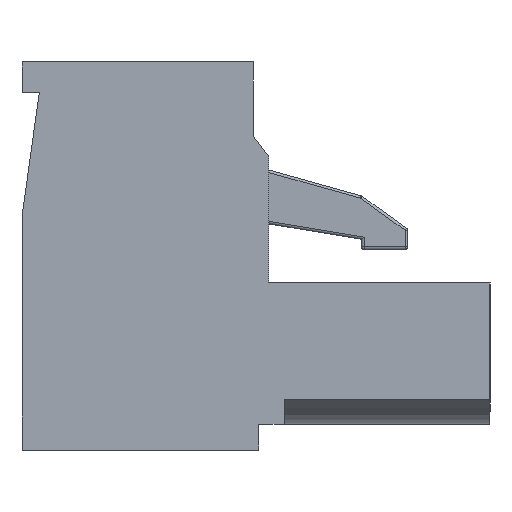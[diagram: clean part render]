
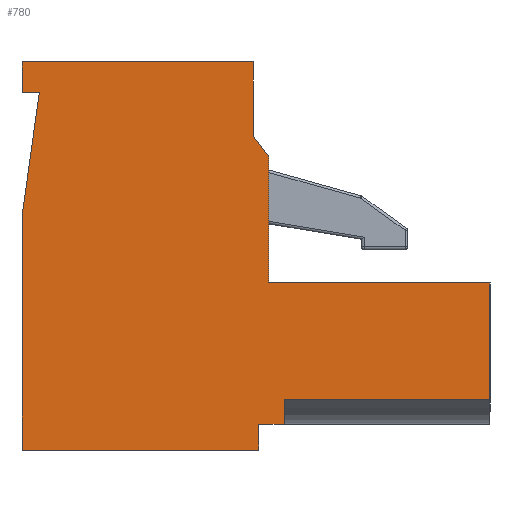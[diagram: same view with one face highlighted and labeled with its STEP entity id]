
A CAD part, left-side view. The second image highlights one B-rep face of the part: STEP entity #780.
In plain terms, the highlighted planar face has unit normal (-1, 0, 0).
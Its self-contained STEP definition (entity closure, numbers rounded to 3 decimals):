
#780 = ADVANCED_FACE( '', ( #1909 ), #1910, .F. );
#1909 = FACE_OUTER_BOUND( '', #3528, .T. );
#1910 = PLANE( '', #3529 );
#3528 = EDGE_LOOP( '', ( #5306, #5307, #5308, #5309, #5310, #5311, #5312, #5313, #5314, #5315, #5316, #5317, #5318, #5319, #5320 ) );
#3529 = AXIS2_PLACEMENT_3D( '', #5321, #5322, #5323 );
#5306 = ORIENTED_EDGE( '', *, *, #9917, .F. );
#5307 = ORIENTED_EDGE( '', *, *, #9918, .T. );
#5308 = ORIENTED_EDGE( '', *, *, #9919, .F. );
#5309 = ORIENTED_EDGE( '', *, *, #9920, .F. );
#5310 = ORIENTED_EDGE( '', *, *, #9921, .F. );
#5311 = ORIENTED_EDGE( '', *, *, #9922, .F. );
#5312 = ORIENTED_EDGE( '', *, *, #9923, .F. );
#5313 = ORIENTED_EDGE( '', *, *, #9924, .F. );
#5314 = ORIENTED_EDGE( '', *, *, #9925, .F. );
#5315 = ORIENTED_EDGE( '', *, *, #9926, .F. );
#5316 = ORIENTED_EDGE( '', *, *, #9927, .F. );
#5317 = ORIENTED_EDGE( '', *, *, #9928, .F. );
#5318 = ORIENTED_EDGE( '', *, *, #9929, .F. );
#5319 = ORIENTED_EDGE( '', *, *, #9930, .F. );
#5320 = ORIENTED_EDGE( '', *, *, #9931, .F. );
#5321 = CARTESIAN_POINT( '', ( -10., 0., 0. ) );
#5322 = DIRECTION( '', ( 1., 0., 0. ) );
#5323 = DIRECTION( '', ( 0., 0., -1. ) );
#9917 = EDGE_CURVE( '', #11897, #11898, #11899, .T. );
#9918 = EDGE_CURVE( '', #11897, #11900, #11901, .T. );
#9919 = EDGE_CURVE( '', #11902, #11900, #11903, .T. );
#9920 = EDGE_CURVE( '', #11904, #11902, #11905, .T. );
#9921 = EDGE_CURVE( '', #11906, #11904, #11907, .T. );
#9922 = EDGE_CURVE( '', #11908, #11906, #11909, .T. );
#9923 = EDGE_CURVE( '', #11910, #11908, #11911, .T. );
#9924 = EDGE_CURVE( '', #11912, #11910, #11913, .T. );
#9925 = EDGE_CURVE( '', #11914, #11912, #11915, .T. );
#9926 = EDGE_CURVE( '', #11916, #11914, #11917, .T. );
#9927 = EDGE_CURVE( '', #11918, #11916, #11919, .T. );
#9928 = EDGE_CURVE( '', #11920, #11918, #11921, .T. );
#9929 = EDGE_CURVE( '', #11922, #11920, #11923, .T. );
#9930 = EDGE_CURVE( '', #11924, #11922, #11925, .T. );
#9931 = EDGE_CURVE( '', #11898, #11924, #11926, .T. );
#11897 = VERTEX_POINT( '', #14739 );
#11898 = VERTEX_POINT( '', #14740 );
#11899 = LINE( '', #14741, #14742 );
#11900 = VERTEX_POINT( '', #14743 );
#11901 = LINE( '', #14744, #14745 );
#11902 = VERTEX_POINT( '', #14746 );
#11903 = LINE( '', #14747, #14748 );
#11904 = VERTEX_POINT( '', #14749 );
#11905 = LINE( '', #14750, #14751 );
#11906 = VERTEX_POINT( '', #14752 );
#11907 = LINE( '', #14753, #14754 );
#11908 = VERTEX_POINT( '', #14755 );
#11909 = LINE( '', #14756, #14757 );
#11910 = VERTEX_POINT( '', #14758 );
#11911 = LINE( '', #14759, #14760 );
#11912 = VERTEX_POINT( '', #14761 );
#11913 = LINE( '', #14762, #14763 );
#11914 = VERTEX_POINT( '', #14764 );
#11915 = LINE( '', #14765, #14766 );
#11916 = VERTEX_POINT( '', #14767 );
#11917 = LINE( '', #14768, #14769 );
#11918 = VERTEX_POINT( '', #14770 );
#11919 = LINE( '', #14771, #14772 );
#11920 = VERTEX_POINT( '', #14773 );
#11921 = LINE( '', #14774, #14775 );
#11922 = VERTEX_POINT( '', #14776 );
#11923 = LINE( '', #14777, #14778 );
#11924 = VERTEX_POINT( '', #14779 );
#11925 = LINE( '', #14780, #14781 );
#11926 = LINE( '', #14782, #14783 );
#14739 = CARTESIAN_POINT( '', ( -10., -0.6, -1.29 ) );
#14740 = CARTESIAN_POINT( '', ( -10., -0.6, -2.25 ) );
#14741 = CARTESIAN_POINT( '', ( -10., -0.6, -1.29 ) );
#14742 = VECTOR( '', #18401, 1000. );
#14743 = CARTESIAN_POINT( '', ( -10., -8.6, -1.29 ) );
#14744 = CARTESIAN_POINT( '', ( -10., -0.6, -1.29 ) );
#14745 = VECTOR( '', #18402, 1000. );
#14746 = CARTESIAN_POINT( '', ( -10., -8.6, 3.25 ) );
#14747 = CARTESIAN_POINT( '', ( -10., -8.6, 3.25 ) );
#14748 = VECTOR( '', #18403, 1000. );
#14749 = CARTESIAN_POINT( '', ( -10., 0., 3.25 ) );
#14750 = CARTESIAN_POINT( '', ( -10., 0., 3.25 ) );
#14751 = VECTOR( '', #18404, 1000. );
#14752 = CARTESIAN_POINT( '', ( -10., 0., 8.15 ) );
#14753 = CARTESIAN_POINT( '', ( -10., 0., 11.85 ) );
#14754 = VECTOR( '', #18405, 1000. );
#14755 = CARTESIAN_POINT( '', ( -10., 0.6, 8.95 ) );
#14756 = CARTESIAN_POINT( '', ( -10., -3.912, 2.934 ) );
#14757 = VECTOR( '', #18406, 1000. );
#14758 = CARTESIAN_POINT( '', ( -10., 0.6, 11.85 ) );
#14759 = CARTESIAN_POINT( '', ( -10., 0.6, 0. ) );
#14760 = VECTOR( '', #18407, 1000. );
#14761 = CARTESIAN_POINT( '', ( -10., 9.6, 11.85 ) );
#14762 = CARTESIAN_POINT( '', ( -10., 9.6, 11.85 ) );
#14763 = VECTOR( '', #18408, 1000. );
#14764 = CARTESIAN_POINT( '', ( -10., 9.6, 10.65 ) );
#14765 = CARTESIAN_POINT( '', ( -10., 9.6, -3.25 ) );
#14766 = VECTOR( '', #18409, 1000. );
#14767 = CARTESIAN_POINT( '', ( -10., 8.925, 10.65 ) );
#14768 = CARTESIAN_POINT( '', ( -10., 0., 10.65 ) );
#14769 = VECTOR( '', #18410, 1000. );
#14770 = CARTESIAN_POINT( '', ( -10., 9.6, 5.85 ) );
#14771 = CARTESIAN_POINT( '', ( -10., 10.22, 1.436 ) );
#14772 = VECTOR( '', #18411, 1000. );
#14773 = CARTESIAN_POINT( '', ( -10., 9.6, -3.25 ) );
#14774 = CARTESIAN_POINT( '', ( -10., 9.6, -3.25 ) );
#14775 = VECTOR( '', #18412, 1000. );
#14776 = CARTESIAN_POINT( '', ( -10., 0.4, -3.25 ) );
#14777 = CARTESIAN_POINT( '', ( -10., -8.6, -3.25 ) );
#14778 = VECTOR( '', #18413, 1000. );
#14779 = CARTESIAN_POINT( '', ( -10., 0.4, -2.25 ) );
#14780 = CARTESIAN_POINT( '', ( -10., 0.4, 0. ) );
#14781 = VECTOR( '', #18414, 1000. );
#14782 = CARTESIAN_POINT( '', ( -10., 0., -2.25 ) );
#14783 = VECTOR( '', #18415, 1000. );
#18401 = DIRECTION( '', ( 0., 0., -1. ) );
#18402 = DIRECTION( '', ( 0., -1., 0. ) );
#18403 = DIRECTION( '', ( 0., 0., -1. ) );
#18404 = DIRECTION( '', ( 0., -1., 0. ) );
#18405 = DIRECTION( '', ( 0., 0., -1. ) );
#18406 = DIRECTION( '', ( 0., -0.6, -0.8 ) );
#18407 = DIRECTION( '', ( 0., 0., -1. ) );
#18408 = DIRECTION( '', ( 0., -1., 0. ) );
#18409 = DIRECTION( '', ( 0., 0., 1. ) );
#18410 = DIRECTION( '', ( 0., 1., 0. ) );
#18411 = DIRECTION( '', ( 0., -0.139, 0.99 ) );
#18412 = DIRECTION( '', ( 0., 0., 1. ) );
#18413 = DIRECTION( '', ( 0., 1., 0. ) );
#18414 = DIRECTION( '', ( 0., 0., -1. ) );
#18415 = DIRECTION( '', ( 0., 1., 0. ) );
